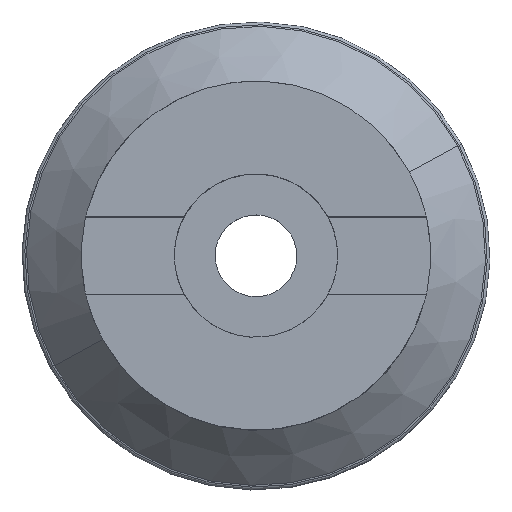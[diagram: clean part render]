
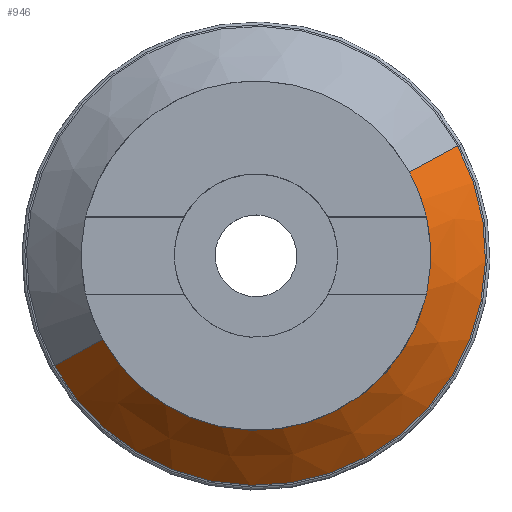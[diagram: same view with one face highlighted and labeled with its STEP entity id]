
A CAD part, top view. The second image highlights one B-rep face of the part: STEP entity #946.
In plain terms, the highlighted conical face has half-angle 45.718 degrees and reference radius 24.009 mm.
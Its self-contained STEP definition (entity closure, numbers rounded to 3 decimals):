
#897=AXIS2_PLACEMENT_3D('Circle Axis2P3D',#895,#896,$) ;
#919=AXIS2_PLACEMENT_3D('Cone Axis2P3D',#916,#917,#918) ;
#923=AXIS2_PLACEMENT_3D('Circle Axis2P3D',#921,#922,$) ;
#864=CARTESIAN_POINT('Vertex',(-20.623,-11.267,23.917)) ;
#871=CARTESIAN_POINT('Vertex',(20.623,11.267,23.917)) ;
#895=CARTESIAN_POINT('Axis2P3D Location',(0.,0.,23.917)) ;
#916=CARTESIAN_POINT('Axis2P3D Location',(0.,0.,23.42)) ;
#921=CARTESIAN_POINT('Axis2P3D Location',(0.,0.,16.7)) ;
#925=CARTESIAN_POINT('Vertex',(27.117,14.814,16.7)) ;
#927=CARTESIAN_POINT('Vertex',(-27.117,-14.814,16.7)) ;
#930=CARTESIAN_POINT('Line Origine',(23.431,12.801,20.796)) ;
#935=CARTESIAN_POINT('Line Origine',(-23.431,-12.801,20.796)) ;
#896=DIRECTION('Axis2P3D Direction',(0.,0.,1.)) ;
#917=DIRECTION('Axis2P3D Direction',(0.,0.,-1.)) ;
#918=DIRECTION('Axis2P3D XDirection',(0.878,0.479,0.)) ;
#922=DIRECTION('Axis2P3D Direction',(0.,0.,-1.)) ;
#931=DIRECTION('Vector Direction',(0.628,0.343,-0.698)) ;
#936=DIRECTION('Vector Direction',(-0.628,-0.343,-0.698)) ;
#932=VECTOR('Line Direction',#931,1.) ;
#937=VECTOR('Line Direction',#936,1.) ;
#941=ORIENTED_EDGE('',*,*,#929,.F.) ;
#942=ORIENTED_EDGE('',*,*,#934,.T.) ;
#943=ORIENTED_EDGE('',*,*,#899,.F.) ;
#944=ORIENTED_EDGE('',*,*,#939,.F.) ;
#946=ADVANCED_FACE('NOCUT',(#945),#920,.T.) ;
#898=CIRCLE('generated circle',#897,23.5) ;
#924=CIRCLE('generated circle',#923,30.9) ;
#920=CONICAL_SURFACE('Cone',#919,24.009,0.798) ;
#899=EDGE_CURVE('',#865,#872,#898,.T.) ;
#929=EDGE_CURVE('',#926,#928,#924,.T.) ;
#934=EDGE_CURVE('',#926,#872,#933,.F.) ;
#939=EDGE_CURVE('',#928,#865,#938,.F.) ;
#940=EDGE_LOOP('',(#941,#942,#943,#944)) ;
#945=FACE_OUTER_BOUND('',#940,.T.) ;
#933=LINE('Line',#930,#932) ;
#938=LINE('Line',#935,#937) ;
#865=VERTEX_POINT('',#864) ;
#872=VERTEX_POINT('',#871) ;
#926=VERTEX_POINT('',#925) ;
#928=VERTEX_POINT('',#927) ;
